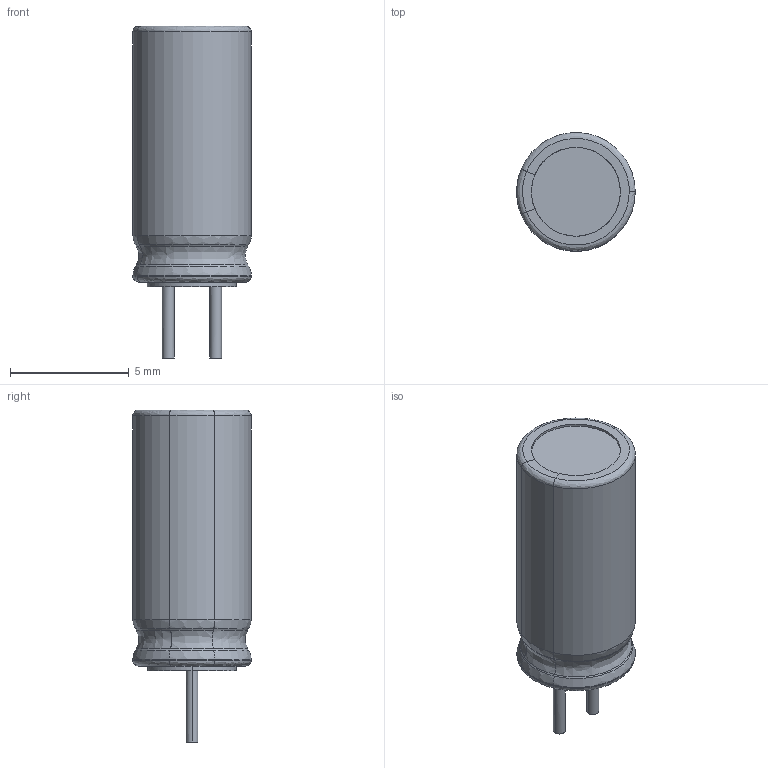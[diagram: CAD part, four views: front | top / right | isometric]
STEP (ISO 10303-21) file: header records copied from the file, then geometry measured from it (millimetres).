
FILE_DESCRIPTION (( 'STEP AP214' ), '1' );
FILE_NAME ('User Library-CapAluRadial_D50H110P20.STEP', '2018-09-29T01:26:38', ( '' ), ( '' ), 'SwSTEP 2.0', 'SolidWorks 2018', '' );
FILE_SCHEMA (( 'AUTOMOTIVE_DESIGN' ));
Length unit declared in the file: centimetre
Products named in the file (1): User Library-CapAluRadial_D50H110P20
Bounding box: 4.99 x 5 x 14 mm (x, y, z)
Volume: 210.8 mm3; surface area: 218.6 mm2
Topology: 1 solids, 1 shells, 50 faces, 113 edges, 66 vertices
Faces by surface type: plane 16, bspline 15, cylinder 14, cone 5
Entity records: 2053 total; most frequent: CARTESIAN_POINT 720, ORIENTED_EDGE 224, DIRECTION 179, EDGE_CURVE 112, AXIS2_PLACEMENT_3D 71, VERTEX_POINT 66, EDGE_LOOP 52, ADVANCED_FACE 50
